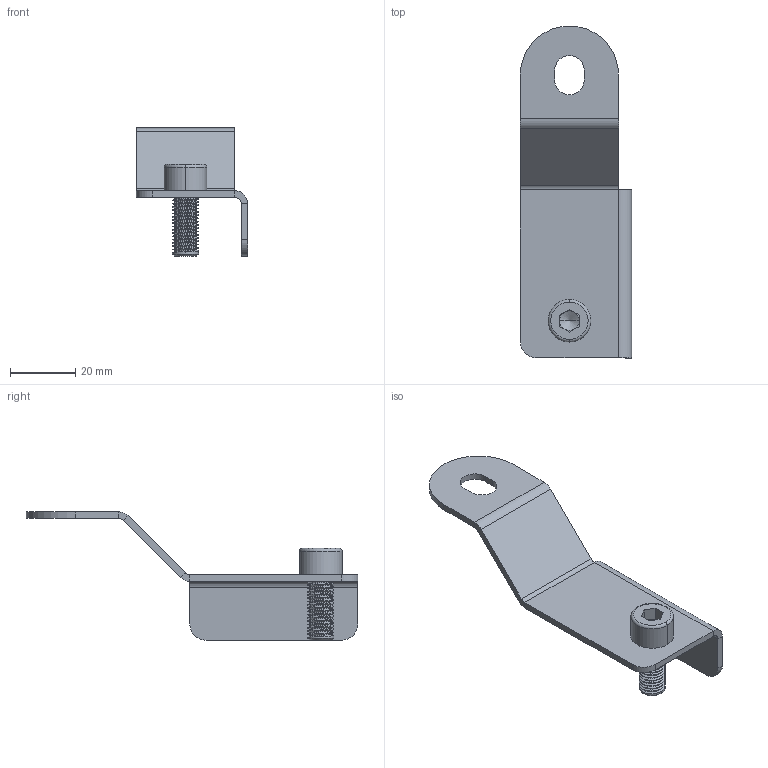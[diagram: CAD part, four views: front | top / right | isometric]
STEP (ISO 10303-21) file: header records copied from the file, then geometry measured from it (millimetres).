
FILE_DESCRIPTION (( 'STEP AP214' ), '1' );
FILE_NAME ('471.200 .STEP', '2024-11-29T06:14:33', ( '' ), ( '' ), 'SwSTEP 2.0', 'SolidWorks 2021', '' );
FILE_SCHEMA (( 'AUTOMOTIVE_DESIGN' ));
Length unit declared in the file: millimetre
Products named in the file (3): Íàñòåííîå êðåïëåíèå 471.200; 妈眚 DIN 912-󋔊0-Zn; 471.200 
Assembly tree (2 placements, depth 2):
  471.200 
    Íàñòåííîå êðåïëåíèå 471.200
    妈眚 DIN 912-󋔊0-Zn
Bounding box: 34 x 101.34 x 39.17 mm (x, y, z)
Volume: 9941.8 mm3; surface area: 10297.6 mm2
Topology: 2 solids, 2 shells, 111 faces, 275 edges, 168 vertices
Faces by surface type: cylinder 58, plane 42, cone 4, torus 4, bspline 3
Entity records: 6112 total; most frequent: CARTESIAN_POINT 3600, ORIENTED_EDGE 546, DIRECTION 473, EDGE_CURVE 273, VERTEX_POINT 168, AXIS2_PLACEMENT_3D 168, VECTOR 137, LINE 137
